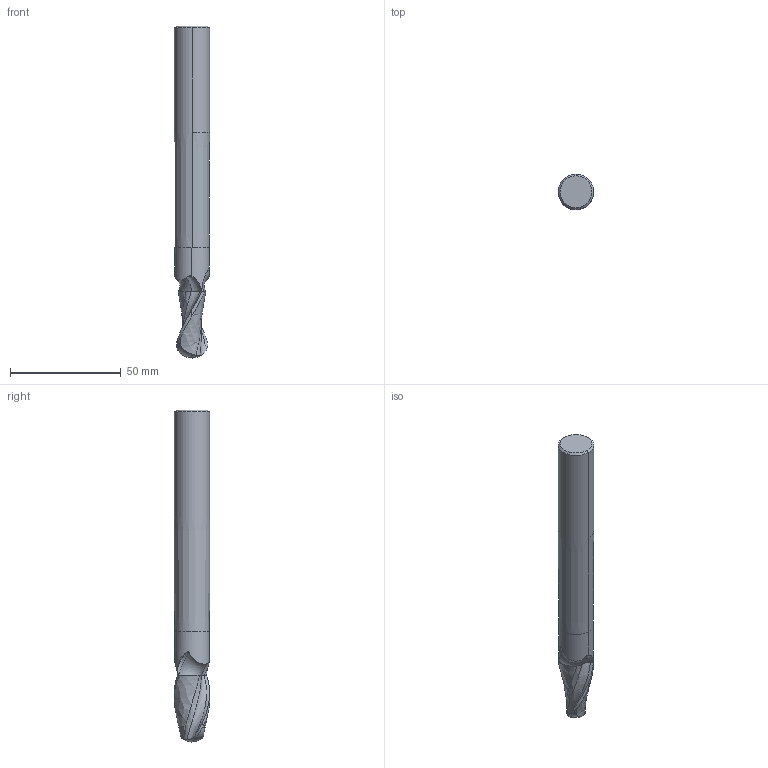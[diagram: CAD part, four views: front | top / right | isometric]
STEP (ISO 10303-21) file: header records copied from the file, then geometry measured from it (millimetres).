
FILE_DESCRIPTION(('no description'),'unknown implementation level');
FILE_NAME('K203143-16_16-Detail.stp',' ',('CIMSOURCE GmbH'),('CADClick - KiM GmbH - www.kimweb.de'),'unknown preprocess','ACIS','unknown authorization');
FILE_SCHEMA(('automotive_design'));
Length unit declared in the file: millimetre
Products named in the file (2): NOCUT; CUT
Bounding box: 16 x 16 x 150 mm (x, y, z)
Volume: 26020.1 mm3; surface area: 7626 mm2
Topology: 2 solids, 2 shells, 62 faces, 170 edges, 109 vertices
Faces by surface type: bspline 16, cone 14, plane 12, revolution 10, sphere 6, cylinder 4
Entity records: 9110 total; most frequent: CARTESIAN_POINT 5809, STYLED_ITEM 339, PRESENTATION_STYLE_ASSIGNMENT 339, COLOUR_RGB 339, ORIENTED_EDGE 332, DIRECTION 224, EDGE_CURVE 166, CURVE_STYLE 166
